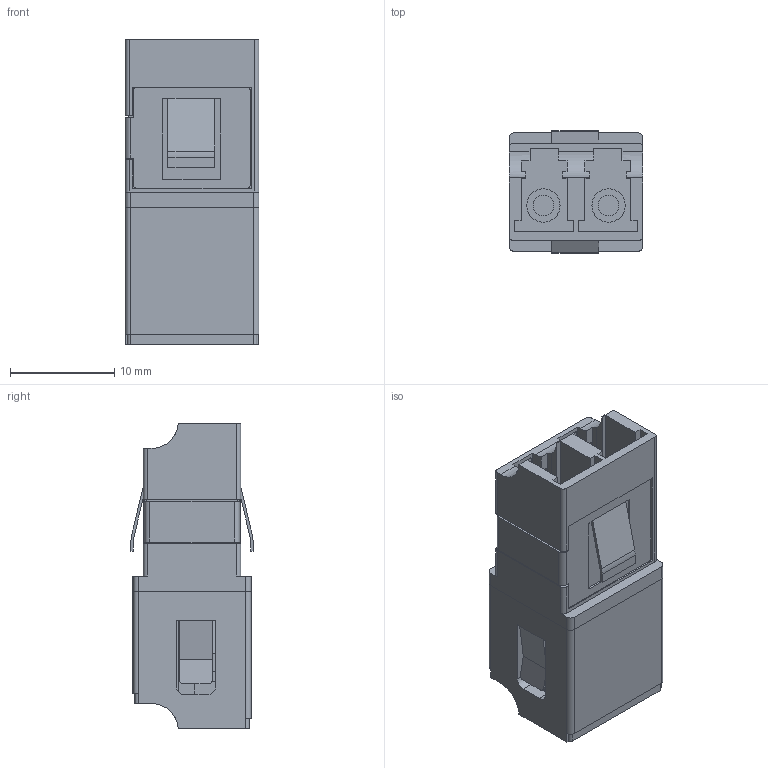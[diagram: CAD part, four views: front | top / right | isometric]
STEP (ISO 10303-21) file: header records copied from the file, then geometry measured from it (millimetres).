
FILE_DESCRIPTION (( 'STEP AP214' ), '1' );
FILE_NAME ('FOA-816-AQU_3D.STEP', '2022-02-11T23:46:19', ( '' ), ( '' ), 'SwSTEP 2.0', 'SolidWorks 2021', '' );
FILE_SCHEMA (( 'AUTOMOTIVE_DESIGN' ));
Length unit declared in the file: inch
Products named in the file (3): FOA-816-AQU_3D; FOA-985_MOUNTING CLIP_VERTICAL; FOA-816-AQU
Assembly tree (2 placements, depth 2):
  FOA-816-AQU_3D
    FOA-816-AQU
    FOA-985_MOUNTING CLIP_VERTICAL
Bounding box: 12.85 x 11.71 x 29.34 mm (x, y, z)
Volume: 2108.2 mm3; surface area: 3890.8 mm2
Topology: 4 solids, 4 shells, 375 faces, 1057 edges, 694 vertices
Faces by surface type: plane 306, cylinder 69
Entity records: 14161 total; most frequent: CARTESIAN_POINT 2155, ORIENTED_EDGE 2114, DIRECTION 1953, EDGE_CURVE 1057, LINE 905, VECTOR 905, VERTEX_POINT 694, AXIS2_PLACEMENT_3D 524
